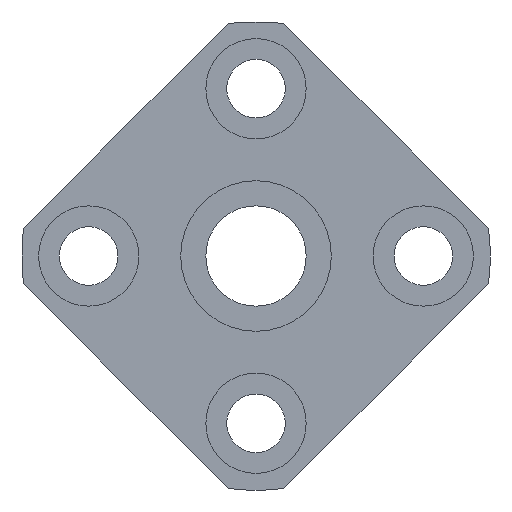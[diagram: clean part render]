
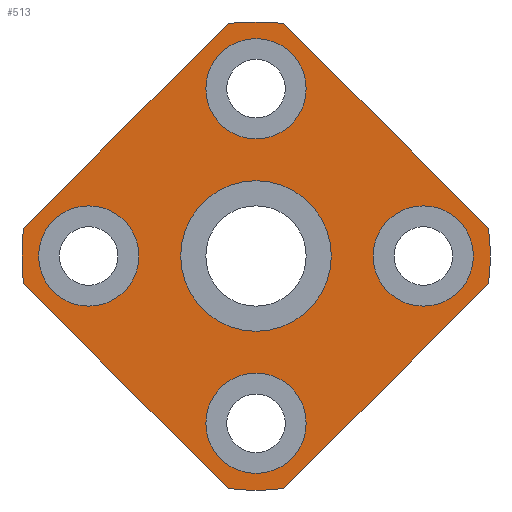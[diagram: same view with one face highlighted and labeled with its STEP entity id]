
A CAD part, left-side view. The second image highlights one B-rep face of the part: STEP entity #513.
In plain terms, the highlighted planar face has unit normal (-1, 0, 0).
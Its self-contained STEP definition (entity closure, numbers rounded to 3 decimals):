
#20=LINE('',#853,#36);
#21=LINE('',#858,#37);
#22=LINE('',#862,#38);
#23=LINE('',#866,#39);
#36=VECTOR('',#689,1000.);
#37=VECTOR('',#692,1000.);
#38=VECTOR('',#695,1000.);
#39=VECTOR('',#698,1000.);
#57=PLANE('',#575);
#90=ORIENTED_EDGE('',*,*,#195,.T.);
#91=ORIENTED_EDGE('',*,*,#196,.T.);
#92=ORIENTED_EDGE('',*,*,#197,.T.);
#93=ORIENTED_EDGE('',*,*,#198,.T.);
#94=ORIENTED_EDGE('',*,*,#199,.T.);
#95=ORIENTED_EDGE('',*,*,#200,.F.);
#96=ORIENTED_EDGE('',*,*,#201,.F.);
#97=ORIENTED_EDGE('',*,*,#202,.F.);
#98=ORIENTED_EDGE('',*,*,#203,.F.);
#99=ORIENTED_EDGE('',*,*,#204,.F.);
#100=ORIENTED_EDGE('',*,*,#205,.F.);
#101=ORIENTED_EDGE('',*,*,#206,.F.);
#102=ORIENTED_EDGE('',*,*,#207,.F.);
#195=EDGE_CURVE('',#252,#252,#301,.T.);
#196=EDGE_CURVE('',#253,#253,#302,.T.);
#197=EDGE_CURVE('',#254,#254,#303,.T.);
#198=EDGE_CURVE('',#255,#255,#304,.T.);
#199=EDGE_CURVE('',#256,#256,#305,.T.);
#200=EDGE_CURVE('',#257,#258,#20,.T.);
#201=EDGE_CURVE('',#259,#257,#306,.T.);
#202=EDGE_CURVE('',#260,#259,#21,.T.);
#203=EDGE_CURVE('',#261,#260,#307,.T.);
#204=EDGE_CURVE('',#262,#261,#22,.T.);
#205=EDGE_CURVE('',#263,#262,#308,.T.);
#206=EDGE_CURVE('',#264,#263,#23,.T.);
#207=EDGE_CURVE('',#258,#264,#309,.T.);
#252=VERTEX_POINT('',#844);
#253=VERTEX_POINT('',#846);
#254=VERTEX_POINT('',#848);
#255=VERTEX_POINT('',#850);
#256=VERTEX_POINT('',#852);
#257=VERTEX_POINT('',#854);
#258=VERTEX_POINT('',#855);
#259=VERTEX_POINT('',#857);
#260=VERTEX_POINT('',#859);
#261=VERTEX_POINT('',#861);
#262=VERTEX_POINT('',#863);
#263=VERTEX_POINT('',#865);
#264=VERTEX_POINT('',#867);
#301=CIRCLE('',#576,4.5);
#302=CIRCLE('',#577,3.);
#303=CIRCLE('',#578,3.);
#304=CIRCLE('',#579,3.);
#305=CIRCLE('',#580,3.);
#306=CIRCLE('',#581,14.);
#307=CIRCLE('',#582,14.);
#308=CIRCLE('',#583,14.);
#309=CIRCLE('',#584,14.);
#351=EDGE_LOOP('',(#90));
#352=EDGE_LOOP('',(#91));
#353=EDGE_LOOP('',(#92));
#354=EDGE_LOOP('',(#93));
#355=EDGE_LOOP('',(#94));
#356=EDGE_LOOP('',(#95,#96,#97,#98,#99,#100,#101,#102));
#427=FACE_BOUND('',#351,.T.);
#428=FACE_BOUND('',#352,.T.);
#429=FACE_BOUND('',#353,.T.);
#430=FACE_BOUND('',#354,.T.);
#431=FACE_BOUND('',#355,.T.);
#432=FACE_BOUND('',#356,.T.);
#513=ADVANCED_FACE('',(#427,#428,#429,#430,#431,#432),#57,.T.);
#575=AXIS2_PLACEMENT_3D('',#842,#677,#678);
#576=AXIS2_PLACEMENT_3D('',#843,#679,#680);
#577=AXIS2_PLACEMENT_3D('',#845,#681,#682);
#578=AXIS2_PLACEMENT_3D('',#847,#683,#684);
#579=AXIS2_PLACEMENT_3D('',#849,#685,#686);
#580=AXIS2_PLACEMENT_3D('',#851,#687,#688);
#581=AXIS2_PLACEMENT_3D('',#856,#690,#691);
#582=AXIS2_PLACEMENT_3D('',#860,#693,#694);
#583=AXIS2_PLACEMENT_3D('',#864,#696,#697);
#584=AXIS2_PLACEMENT_3D('',#868,#699,#700);
#677=DIRECTION('',(-1.,0.,0.));
#678=DIRECTION('',(0.,0.,1.));
#679=DIRECTION('',(1.,0.,0.));
#680=DIRECTION('',(0.,0.,-1.));
#681=DIRECTION('',(1.,0.,0.));
#682=DIRECTION('',(0.,0.,-1.));
#683=DIRECTION('',(1.,0.,0.));
#684=DIRECTION('',(0.,0.,-1.));
#685=DIRECTION('',(1.,0.,0.));
#686=DIRECTION('',(0.,0.,-1.));
#687=DIRECTION('',(1.,0.,0.));
#688=DIRECTION('',(0.,0.,-1.));
#689=DIRECTION('',(0.,-0.707,0.707));
#690=DIRECTION('',(1.,0.,0.));
#691=DIRECTION('',(0.,0.,-1.));
#692=DIRECTION('',(0.,0.707,0.707));
#693=DIRECTION('',(1.,0.,0.));
#694=DIRECTION('',(0.,0.,-1.));
#695=DIRECTION('',(0.,0.707,-0.707));
#696=DIRECTION('',(1.,0.,0.));
#697=DIRECTION('',(0.,0.,-1.));
#698=DIRECTION('',(0.,-0.707,-0.707));
#699=DIRECTION('',(1.,0.,0.));
#700=DIRECTION('',(0.,0.,-1.));
#842=CARTESIAN_POINT('',(0.,6.,0.));
#843=CARTESIAN_POINT('',(0.,0.,0.));
#844=CARTESIAN_POINT('',(0.,0.,-4.5));
#845=CARTESIAN_POINT('',(0.,0.,10.));
#846=CARTESIAN_POINT('',(0.,0.,7.));
#847=CARTESIAN_POINT('',(0.,0.,-10.));
#848=CARTESIAN_POINT('',(0.,0.,-13.));
#849=CARTESIAN_POINT('',(0.,-10.,0.));
#850=CARTESIAN_POINT('',(0.,-10.,-3.));
#851=CARTESIAN_POINT('',(0.,10.,0.));
#852=CARTESIAN_POINT('',(0.,10.,-3.));
#853=CARTESIAN_POINT('',(0.,13.902,1.654));
#854=CARTESIAN_POINT('',(0.,13.902,1.654));
#855=CARTESIAN_POINT('',(0.,1.654,13.902));
#856=CARTESIAN_POINT('',(0.,0.,0.));
#857=CARTESIAN_POINT('',(0.,13.902,-1.654));
#858=CARTESIAN_POINT('',(0.,1.654,-13.902));
#859=CARTESIAN_POINT('',(0.,1.654,-13.902));
#860=CARTESIAN_POINT('',(0.,0.,0.));
#861=CARTESIAN_POINT('',(0.,-1.654,-13.902));
#862=CARTESIAN_POINT('',(0.,-13.902,-1.654));
#863=CARTESIAN_POINT('',(0.,-13.902,-1.654));
#864=CARTESIAN_POINT('',(0.,0.,0.));
#865=CARTESIAN_POINT('',(0.,-13.902,1.654));
#866=CARTESIAN_POINT('',(0.,-1.654,13.902));
#867=CARTESIAN_POINT('',(0.,-1.654,13.902));
#868=CARTESIAN_POINT('',(0.,0.,0.));
